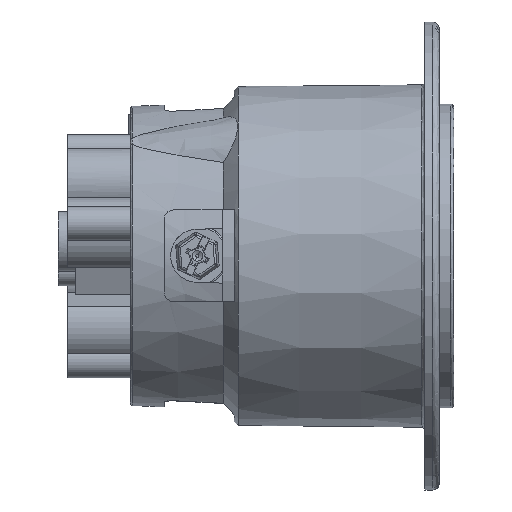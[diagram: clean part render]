
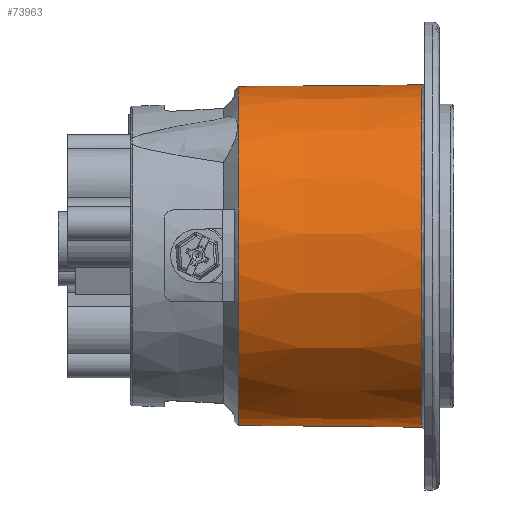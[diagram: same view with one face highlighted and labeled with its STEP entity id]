
A CAD part, top view. The second image highlights one B-rep face of the part: STEP entity #73963.
In plain terms, the highlighted conical face has half-angle 0.5 degrees and reference radius 27.901 mm.
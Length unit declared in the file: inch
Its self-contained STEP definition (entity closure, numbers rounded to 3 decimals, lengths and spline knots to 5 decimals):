
#1294 = AXIS2_PLACEMENT_3D ( 'NONE', #76751, #88719, #35906 ) ;
#4189 = VERTEX_POINT ( 'NONE', #7174 ) ;
#4252 = DIRECTION ( 'NONE',  ( 0., -0.736, -0.678 ) ) ;
#7174 = CARTESIAN_POINT ( 'NONE',  ( -0.08255, -0.80793, -0.74421 ) ) ;
#9865 = DIRECTION ( 'NONE',  ( 1., 0., 0. ) ) ;
#14800 = EDGE_LOOP ( 'NONE', ( #21789 ) ) ;
#17735 = FACE_OUTER_BOUND ( 'NONE', #55870, .T. ) ;
#18941 = CARTESIAN_POINT ( 'NONE',  ( -0.08255, 0., 0. ) ) ;
#21789 = ORIENTED_EDGE ( 'NONE', *, *, #31176, .F. ) ;
#31176 = EDGE_CURVE ( 'NONE', #4189, #4189, #35986, .T. ) ;
#32603 = ORIENTED_EDGE ( 'NONE', *, *, #59518, .F. ) ;
#35229 = AXIS2_PLACEMENT_3D ( 'NONE', #39034, #61641, #4252 ) ;
#35906 = DIRECTION ( 'NONE',  ( 0., -0.736, -0.678 ) ) ;
#35986 = CIRCLE ( 'NONE', #1294, 1.09845 ) ;
#39034 = CARTESIAN_POINT ( 'NONE',  ( 1.10617, 0., 0. ) ) ;
#47847 = VERTEX_POINT ( 'NONE', #84101 ) ;
#48609 = AXIS2_PLACEMENT_3D ( 'NONE', #18941, #9865, #49153 ) ;
#49153 = DIRECTION ( 'NONE',  ( 0., 0., 1. ) ) ;
#50889 = FACE_BOUND ( 'NONE', #14800, .T. ) ;
#55870 = EDGE_LOOP ( 'NONE', ( #32603 ) ) ;
#59518 = EDGE_CURVE ( 'NONE', #47847, #47847, #88405, .T. ) ;
#61641 = DIRECTION ( 'NONE',  ( 1., 0., 0. ) ) ;
#73422 = CONICAL_SURFACE ( 'NONE', #48609, 1.09845, 0.009 ) ;
#73963 = ADVANCED_FACE ( 'NONE', ( #50889, #17735 ), #73422, .T. ) ;
#76751 = CARTESIAN_POINT ( 'NONE',  ( -0.08255, 0., 0. ) ) ;
#84101 = CARTESIAN_POINT ( 'NONE',  ( 1.10617, -0.81556, -0.75124 ) ) ;
#88405 = CIRCLE ( 'NONE', #35229, 1.10883 ) ;
#88719 = DIRECTION ( 'NONE',  ( -1., 0., 0. ) ) ;
